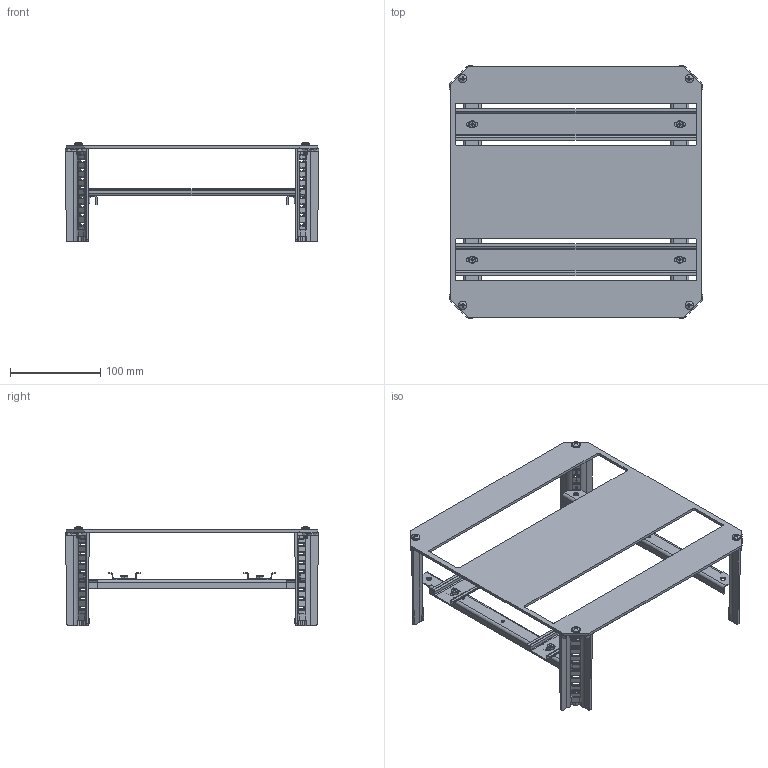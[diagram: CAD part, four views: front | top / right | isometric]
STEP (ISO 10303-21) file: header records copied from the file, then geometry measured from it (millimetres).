
FILE_DESCRIPTION (( 'STEP AP203' ), '1' );
FILE_NAME ('Fibox NEO DRS 2x15 323215.STEP', '2022-03-29T07:45:27', ( '' ), ( '' ), 'SwSTEP 2.0', 'SolidWorks 2020', '' );
FILE_SCHEMA (( 'CONFIG_CONTROL_DESIGN' ));
Length unit declared in the file: millimetre
Products named in the file (7): Fibox NEO DRS 2x15 323215; SB NEO 320; PT5x10; M4x10 Thread forming PZ; FCX 320 DIN Rail; Plastic  corner bracket 120; FP 2x15 NEO 3232
Assembly tree (17 placements, depth 2):
  Fibox NEO DRS 2x15 323215
    Plastic  corner bracket 120  x4
    FP 2x15 NEO 3232
    SB NEO 320  x2
    FCX 320 DIN Rail  x2
    PT5x10  x4
    M4x10 Thread forming PZ  x4
Bounding box: 280.75 x 279.95 x 109.94 mm (x, y, z)
Volume: 250718.1 mm3; surface area: 238900.7 mm2
Topology: 17 solids, 17 shells, 2134 faces, 5924 edges, 3908 vertices
Faces by surface type: plane 1218, cylinder 460, bspline 240, cone 168, torus 40, sphere 8
Entity records: 24957 total; most frequent: CARTESIAN_POINT 8714, ORIENTED_EDGE 3368, DIRECTION 2896, EDGE_CURVE 1684, VERTEX_POINT 1107, VECTOR 1068, LINE 1068, AXIS2_PLACEMENT_3D 914
